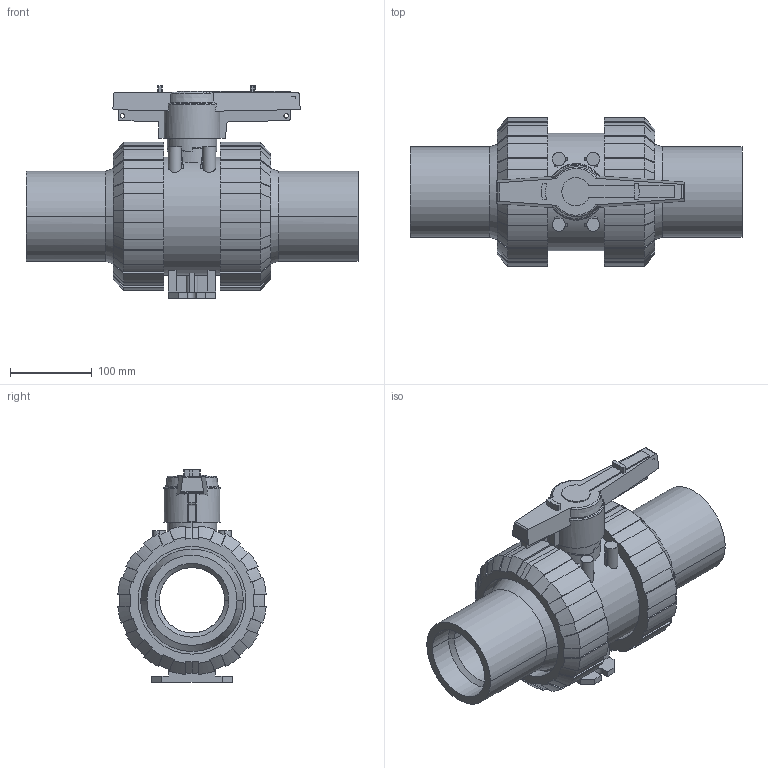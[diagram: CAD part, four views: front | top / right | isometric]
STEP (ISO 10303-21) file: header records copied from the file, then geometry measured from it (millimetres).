
FILE_DESCRIPTION(('STEP AP214'),'1');
FILE_NAME('cctmp_D8CB18AF-E93D-4E9B-86E6-BA58DF03DE77_2021_10_20_13_39_06_0875..stp','2021-10-20T11:39:07',('Praher Valves GmbH'),('CADClick - www.CADClick.com'),'Spatial InterOp 3D',' ','unknown authorization');
FILE_SCHEMA(('AUTOMOTIVE_DESIGN'));
Length unit declared in the file: millimetre
Products named in the file (7): cc_unnamed; 210447_5; 210447_4; 210447_3; 210447_2; 210447_1; 210447
Assembly tree (6 placements, depth 2):
  cc_unnamed
    210447_5
    210447_4
    210447_3
    210447_2
    210447_1
    210447
Bounding box: 405.5 x 181.41 x 259.3 mm (x, y, z)
Volume: 4350637.5 mm3; surface area: 587198.7 mm2
Topology: 6 solids, 6 shells, 471 faces, 1341 edges, 888 vertices
Faces by surface type: plane 219, cylinder 136, cone 80, bspline 28, torus 8
Entity records: 20504 total; most frequent: CARTESIAN_POINT 4510, ORIENTED_EDGE 2682, DIRECTION 2441, EDGE_CURVE 1341, VERTEX_POINT 888, AXIS2_PLACEMENT_3D 882, LINE 677, VECTOR 677
